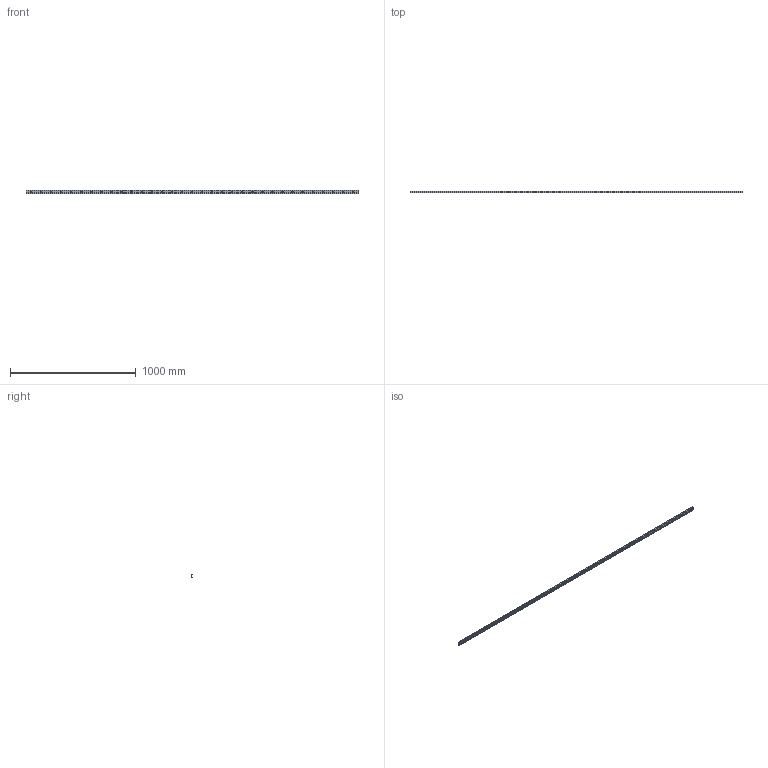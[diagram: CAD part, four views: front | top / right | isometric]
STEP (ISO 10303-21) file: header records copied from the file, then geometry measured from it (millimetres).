
FILE_DESCRIPTION((''),'2;1');
FILE_NAME('LCX 28H-2640.C.stp','2016-04-28T08:34:17',('MRathmann'),(''),'Autodesk Inventor 2012','Autodesk Inventor 2012','');
FILE_SCHEMA(('CONFIG_CONTROL_DESIGN'));
Length unit declared in the file: millimetre
Products named in the file (1): LCX 28H-2640.C
Bounding box: 2640 x 12.3 x 28 mm (x, y, z)
Volume: 426862 mm3; surface area: 255865.3 mm2
Topology: 1 solids, 1 shells, 123 faces, 297 edges, 209 vertices
Faces by surface type: cylinder 77, plane 46
Full cylindrical faces by diameter (mm): 6.4 x33, 11 x33
Entity records: 3240 total; most frequent: DIRECTION 600, CARTESIAN_POINT 498, ORIENTED_EDGE 396, EDGE_LOOP 288, AXIS2_PLACEMENT_3D 278, EDGE_CURVE 198, VERTEX_POINT 176, FACE_BOUND 165
